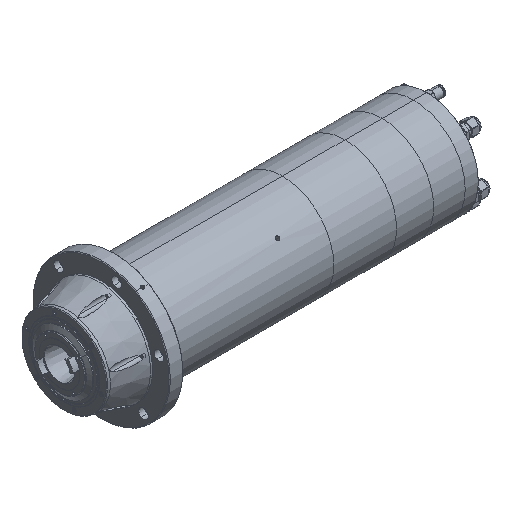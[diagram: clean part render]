
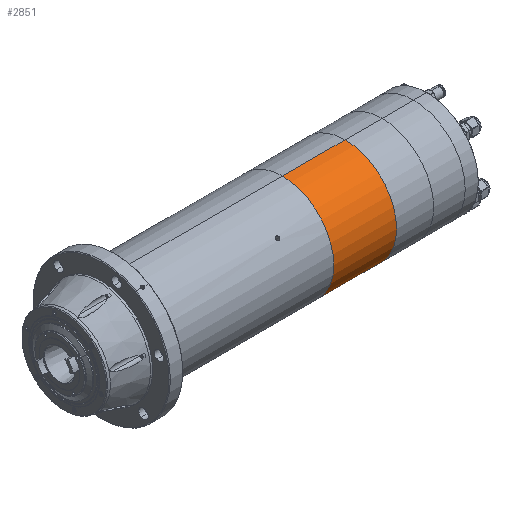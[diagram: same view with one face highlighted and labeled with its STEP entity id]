
A CAD part, isometric view. The second image highlights one B-rep face of the part: STEP entity #2851.
In plain terms, the highlighted cylindrical face has radius 75 mm (diameter 150 mm), a partial arc.
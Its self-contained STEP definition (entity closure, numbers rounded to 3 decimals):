
#1374 = CIRCLE ( 'NONE', #7357, 75. ) ;
#2034 = CARTESIAN_POINT ( 'NONE',  ( 0., 0., 0. ) ) ;
#2851 = ADVANCED_FACE ( 'NONE', ( #29092 ), #10203, .T. ) ;
#3237 = CARTESIAN_POINT ( 'NONE',  ( 75., 0., 91.5 ) ) ;
#4805 = CARTESIAN_POINT ( 'NONE',  ( 75., 0., 91.5 ) ) ;
#5459 = DIRECTION ( 'NONE',  ( 0., 0., 1. ) ) ;
#6712 = EDGE_CURVE ( 'NONE', #31969, #35401, #1374, .T. ) ;
#7357 = AXIS2_PLACEMENT_3D ( 'NONE', #2034, #5459, #29615 ) ;
#8581 = CARTESIAN_POINT ( 'NONE',  ( 75., 0., 0. ) ) ;
#8647 = AXIS2_PLACEMENT_3D ( 'NONE', #28868, #32317, #28578 ) ;
#10132 = EDGE_CURVE ( 'NONE', #14505, #42748, #23767, .T. ) ;
#10203 = CYLINDRICAL_SURFACE ( 'NONE', #8647, 75. ) ;
#11431 = ORIENTED_EDGE ( 'NONE', *, *, #25443, .F. ) ;
#12797 = CARTESIAN_POINT ( 'NONE',  ( -75., 0., 91.5 ) ) ;
#14505 = VERTEX_POINT ( 'NONE', #3237 ) ;
#16654 = DIRECTION ( 'NONE',  ( 0., 0., -1. ) ) ;
#17082 = EDGE_CURVE ( 'NONE', #42748, #31969, #38617, .T. ) ;
#17261 = DIRECTION ( 'NONE',  ( -1., 0., 0. ) ) ;
#18603 = ORIENTED_EDGE ( 'NONE', *, *, #17082, .T. ) ;
#20957 = DIRECTION ( 'NONE',  ( 0., 0., -1. ) ) ;
#21291 = LINE ( 'NONE', #4805, #25068 ) ;
#21903 = AXIS2_PLACEMENT_3D ( 'NONE', #30513, #16654, #17261 ) ;
#23767 = CIRCLE ( 'NONE', #21903, 75. ) ;
#25068 = VECTOR ( 'NONE', #35555, 1000. ) ;
#25298 = CARTESIAN_POINT ( 'NONE',  ( -75., 0., 0. ) ) ;
#25443 = EDGE_CURVE ( 'NONE', #14505, #35401, #21291, .T. ) ;
#25669 = VECTOR ( 'NONE', #20957, 1000. ) ;
#28578 = DIRECTION ( 'NONE',  ( -1., 0., 0. ) ) ;
#28868 = CARTESIAN_POINT ( 'NONE',  ( 0., 0., 91.5 ) ) ;
#29092 = FACE_OUTER_BOUND ( 'NONE', #40721, .T. ) ;
#29607 = ORIENTED_EDGE ( 'NONE', *, *, #10132, .T. ) ;
#29615 = DIRECTION ( 'NONE',  ( -1., 0., 0. ) ) ;
#30513 = CARTESIAN_POINT ( 'NONE',  ( 0., 0., 91.5 ) ) ;
#31214 = CARTESIAN_POINT ( 'NONE',  ( -75., 0., 91.5 ) ) ;
#31969 = VERTEX_POINT ( 'NONE', #25298 ) ;
#32317 = DIRECTION ( 'NONE',  ( 0., 0., -1. ) ) ;
#35401 = VERTEX_POINT ( 'NONE', #8581 ) ;
#35555 = DIRECTION ( 'NONE',  ( 0., 0., -1. ) ) ;
#38617 = LINE ( 'NONE', #31214, #25669 ) ;
#40721 = EDGE_LOOP ( 'NONE', ( #11431, #29607, #18603, #43756 ) ) ;
#42748 = VERTEX_POINT ( 'NONE', #12797 ) ;
#43756 = ORIENTED_EDGE ( 'NONE', *, *, #6712, .T. ) ;
